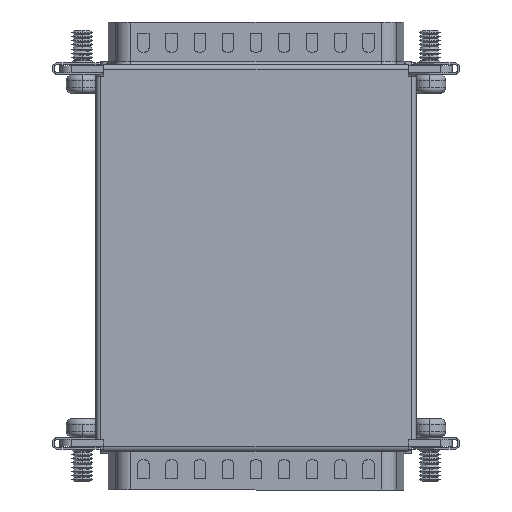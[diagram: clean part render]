
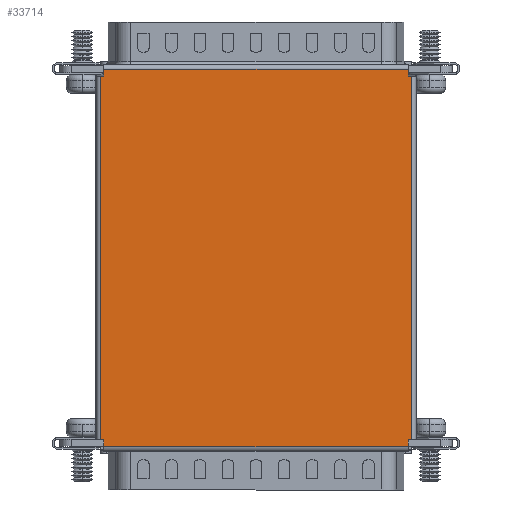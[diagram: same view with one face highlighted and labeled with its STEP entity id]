
A CAD part, front view. The second image highlights one B-rep face of the part: STEP entity #33714.
In plain terms, the highlighted face is planar.
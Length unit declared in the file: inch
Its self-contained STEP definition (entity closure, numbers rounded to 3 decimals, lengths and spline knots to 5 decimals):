
#456 = DIRECTION ( 'NONE',  ( 1., 0., 0. ) ) ;
#889 = LINE ( 'NONE', #4014, #15166 ) ;
#2050 = CARTESIAN_POINT ( 'NONE',  ( -0.828, 0., -0.969 ) ) ;
#2564 = ORIENTED_EDGE ( 'NONE', *, *, #11409, .T. ) ;
#2624 = ORIENTED_EDGE ( 'NONE', *, *, #20410, .T. ) ;
#2875 = DIRECTION ( 'NONE',  ( 1., 0., 0. ) ) ;
#3247 = VECTOR ( 'NONE', #2875, 39.37008 ) ;
#3363 = CARTESIAN_POINT ( 'NONE',  ( -0.8105, 0., 0.969 ) ) ;
#3724 = DIRECTION ( 'NONE',  ( -1., 0., 0. ) ) ;
#3793 = VECTOR ( 'NONE', #7742, 39.37008 ) ;
#3828 = DIRECTION ( 'NONE',  ( 0., 0., 1. ) ) ;
#3855 = ORIENTED_EDGE ( 'NONE', *, *, #27114, .T. ) ;
#3964 = VERTEX_POINT ( 'NONE', #14521 ) ;
#4014 = CARTESIAN_POINT ( 'NONE',  ( -0.8105, 0., -1.0055 ) ) ;
#4658 = LINE ( 'NONE', #35307, #3793 ) ;
#5176 = CARTESIAN_POINT ( 'NONE',  ( -0.8105, 0., -1.0055 ) ) ;
#5567 = EDGE_CURVE ( 'NONE', #29234, #34644, #10864, .T. ) ;
#6211 = LINE ( 'NONE', #25679, #7960 ) ;
#6321 = DIRECTION ( 'NONE',  ( 0., 0., 1. ) ) ;
#7412 = EDGE_CURVE ( 'NONE', #10829, #13879, #6211, .T. ) ;
#7742 = DIRECTION ( 'NONE',  ( 0., 0., -1. ) ) ;
#7960 = VECTOR ( 'NONE', #456, 39.37008 ) ;
#8074 = ORIENTED_EDGE ( 'NONE', *, *, #5567, .F. ) ;
#8368 = LINE ( 'NONE', #21887, #11879 ) ;
#8826 = EDGE_CURVE ( 'NONE', #9469, #11533, #12953, .T. ) ;
#8904 = LINE ( 'NONE', #22045, #20569 ) ;
#9087 = VERTEX_POINT ( 'NONE', #21356 ) ;
#9117 = EDGE_CURVE ( 'NONE', #11533, #3964, #34025, .T. ) ;
#9240 = CARTESIAN_POINT ( 'NONE',  ( -0.853, 0., 0.969 ) ) ;
#9469 = VERTEX_POINT ( 'NONE', #20975 ) ;
#9528 = ORIENTED_EDGE ( 'NONE', *, *, #13634, .T. ) ;
#9677 = FACE_OUTER_BOUND ( 'NONE', #28395, .T. ) ;
#10547 = DIRECTION ( 'NONE',  ( 0., 0., -1. ) ) ;
#10829 = VERTEX_POINT ( 'NONE', #26856 ) ;
#10864 = LINE ( 'NONE', #31775, #11760 ) ;
#11176 = CARTESIAN_POINT ( 'NONE',  ( 0.8105, 0., 1.0055 ) ) ;
#11409 = EDGE_CURVE ( 'NONE', #18227, #12128, #889, .T. ) ;
#11503 = LINE ( 'NONE', #11176, #3247 ) ;
#11533 = VERTEX_POINT ( 'NONE', #2050 ) ;
#11760 = VECTOR ( 'NONE', #3828, 39.37008 ) ;
#11879 = VECTOR ( 'NONE', #32559, 39.37008 ) ;
#12006 = EDGE_CURVE ( 'NONE', #9469, #12128, #4658, .T. ) ;
#12128 = VERTEX_POINT ( 'NONE', #5176 ) ;
#12153 = DIRECTION ( 'NONE',  ( 0., 1., 0. ) ) ;
#12260 = PLANE ( 'NONE',  #35298 ) ;
#12953 = LINE ( 'NONE', #28445, #14693 ) ;
#13634 = EDGE_CURVE ( 'NONE', #29234, #9087, #20536, .T. ) ;
#13792 = ORIENTED_EDGE ( 'NONE', *, *, #8826, .T. ) ;
#13879 = VERTEX_POINT ( 'NONE', #20353 ) ;
#14078 = CARTESIAN_POINT ( 'NONE',  ( 0.8105, 0., 1.0055 ) ) ;
#14083 = DIRECTION ( 'NONE',  ( 0., 0., -1. ) ) ;
#14521 = CARTESIAN_POINT ( 'NONE',  ( -0.828, 0., 0.969 ) ) ;
#14693 = VECTOR ( 'NONE', #3724, 39.37008 ) ;
#15145 = ORIENTED_EDGE ( 'NONE', *, *, #12006, .F. ) ;
#15166 = VECTOR ( 'NONE', #23385, 39.37008 ) ;
#16051 = DIRECTION ( 'NONE',  ( 0., 0., 1. ) ) ;
#16560 = CARTESIAN_POINT ( 'NONE',  ( -0.8105, 0., 1.0055 ) ) ;
#16801 = ORIENTED_EDGE ( 'NONE', *, *, #34580, .T. ) ;
#17372 = CARTESIAN_POINT ( 'NONE',  ( 0.8105, 0., -1.0055 ) ) ;
#17621 = ORIENTED_EDGE ( 'NONE', *, *, #26482, .T. ) ;
#18227 = VERTEX_POINT ( 'NONE', #17372 ) ;
#19311 = CARTESIAN_POINT ( 'NONE',  ( 0.8105, 0., 0.969 ) ) ;
#20175 = VECTOR ( 'NONE', #10547, 39.37008 ) ;
#20202 = ORIENTED_EDGE ( 'NONE', *, *, #7412, .F. ) ;
#20353 = CARTESIAN_POINT ( 'NONE',  ( 0.828, 0., -0.969 ) ) ;
#20410 = EDGE_CURVE ( 'NONE', #28661, #27081, #8368, .T. ) ;
#20536 = LINE ( 'NONE', #29679, #31668 ) ;
#20569 = VECTOR ( 'NONE', #14083, 39.37008 ) ;
#20975 = CARTESIAN_POINT ( 'NONE',  ( -0.8105, 0., -0.969 ) ) ;
#21356 = CARTESIAN_POINT ( 'NONE',  ( 0.828, 0., 0.969 ) ) ;
#21449 = LINE ( 'NONE', #21601, #20175 ) ;
#21601 = CARTESIAN_POINT ( 'NONE',  ( 0.8105, 0., -0.969 ) ) ;
#21887 = CARTESIAN_POINT ( 'NONE',  ( -0.8105, 0., 0.969 ) ) ;
#22040 = CARTESIAN_POINT ( 'NONE',  ( -0.853, 0., 0.969 ) ) ;
#22045 = CARTESIAN_POINT ( 'NONE',  ( 0.828, 0., -0.969 ) ) ;
#22475 = LINE ( 'NONE', #22040, #35786 ) ;
#22842 = EDGE_CURVE ( 'NONE', #9087, #13879, #8904, .T. ) ;
#23385 = DIRECTION ( 'NONE',  ( -1., 0., 0. ) ) ;
#24377 = CARTESIAN_POINT ( 'NONE',  ( -0.828, 0., 0.969 ) ) ;
#24561 = VECTOR ( 'NONE', #16051, 39.37008 ) ;
#25273 = DIRECTION ( 'NONE',  ( 1., 0., 0. ) ) ;
#25679 = CARTESIAN_POINT ( 'NONE',  ( -0.853, 0., -0.969 ) ) ;
#26482 = EDGE_CURVE ( 'NONE', #10829, #18227, #21449, .T. ) ;
#26856 = CARTESIAN_POINT ( 'NONE',  ( 0.8105, 0., -0.969 ) ) ;
#27081 = VERTEX_POINT ( 'NONE', #16560 ) ;
#27114 = EDGE_CURVE ( 'NONE', #27081, #34644, #11503, .T. ) ;
#27245 = ORIENTED_EDGE ( 'NONE', *, *, #9117, .T. ) ;
#28395 = EDGE_LOOP ( 'NONE', ( #17621, #2564, #15145, #13792, #27245, #16801, #2624, #3855, #8074, #9528, #33567, #20202 ) ) ;
#28445 = CARTESIAN_POINT ( 'NONE',  ( -0.853, 0., -0.969 ) ) ;
#28661 = VERTEX_POINT ( 'NONE', #3363 ) ;
#29234 = VERTEX_POINT ( 'NONE', #19311 ) ;
#29679 = CARTESIAN_POINT ( 'NONE',  ( -0.853, 0., 0.969 ) ) ;
#31668 = VECTOR ( 'NONE', #35513, 39.37008 ) ;
#31775 = CARTESIAN_POINT ( 'NONE',  ( 0.8105, 0., 0.969 ) ) ;
#32559 = DIRECTION ( 'NONE',  ( 0., 0., 1. ) ) ;
#33567 = ORIENTED_EDGE ( 'NONE', *, *, #22842, .T. ) ;
#33714 = ADVANCED_FACE ( 'NONE', ( #9677 ), #12260, .T. ) ;
#34025 = LINE ( 'NONE', #24377, #24561 ) ;
#34580 = EDGE_CURVE ( 'NONE', #3964, #28661, #22475, .T. ) ;
#34644 = VERTEX_POINT ( 'NONE', #14078 ) ;
#35298 = AXIS2_PLACEMENT_3D ( 'NONE', #9240, #12153, #6321 ) ;
#35307 = CARTESIAN_POINT ( 'NONE',  ( -0.8105, 0., -0.969 ) ) ;
#35513 = DIRECTION ( 'NONE',  ( 1., 0., 0. ) ) ;
#35786 = VECTOR ( 'NONE', #25273, 39.37008 ) ;
